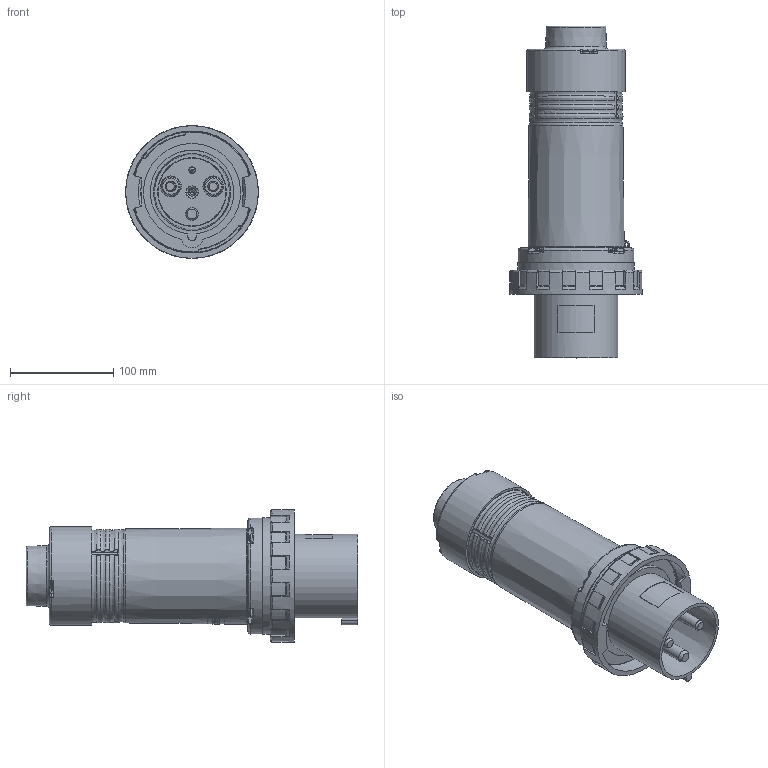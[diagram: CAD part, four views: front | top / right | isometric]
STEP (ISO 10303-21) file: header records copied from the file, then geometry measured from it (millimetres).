
FILE_DESCRIPTION(/* description */ (''),/* implementation_level */ '2;1');
FILE_NAME(/* name */ '4003587.stp',/* time_stamp */ '2019-03-01T11:19:19+01:00',/* author */ (''),/* organization */ (''),/* preprocessor_version */ 'ST-DEVELOPER v16.7',/* originating_system */ 'SIEMENS PLM Software NX 12.0',/* authorisation */ '');
FILE_SCHEMA (('AUTOMOTIVE_DESIGN { 1 0 10303 214 3 1 1 1 }'));
Products named in the file (1): bsom23CC53FBp1fg
Bounding box: 128.5 x 321.3 x 128.5 mm (x, y, z)
Volume: 645785.8 mm3; surface area: 451977.4 mm2
Topology: 20 solids, 20 shells, 2090 faces, 5536 edges, 3570 vertices
Faces by surface type: plane 942, cylinder 463, bspline 243, cone 182, torus 173, extrusion 70, sphere 17
Full cylindrical faces by diameter (mm): 2.2 x1, 2.5 x1, 2.85 x2, 3.4 x12, 3.5 x4, 3.7 x4, 3.8 x4, 4 x3, 4.3 x3, 4.5 x12, 4.642 x1, 4.8 x6, 5 x1, 5.6 x3, 6 x1, 6.2 x1, 6.5 x1, 7.8 x3, 8 x1, 8.4 x4, 8.5 x6, 10 x2, 10.3 x2, 11.7 x1, 12 x3, 12.3 x1, 15 x3, 18 x3, 18.5 x3, 25.4 x1
Entity records: 89886 total; most frequent: CARTESIAN_POINT 41257, ORIENTED_EDGE 10464, DIRECTION 9218, EDGE_CURVE 5232, AXIS2_PLACEMENT_3D 3642, VERTEX_POINT 3500, EDGE_LOOP 2480, ADVANCED_FACE 2089
